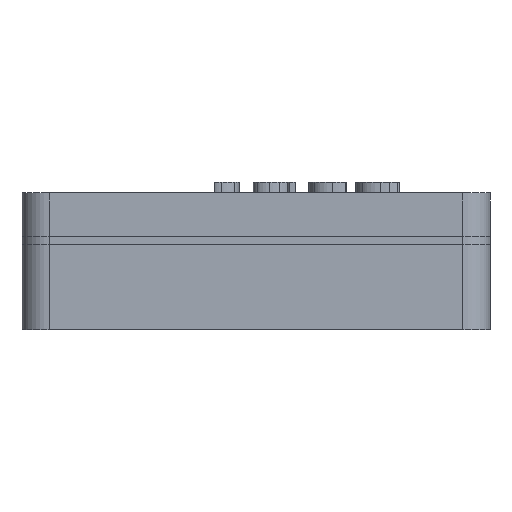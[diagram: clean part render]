
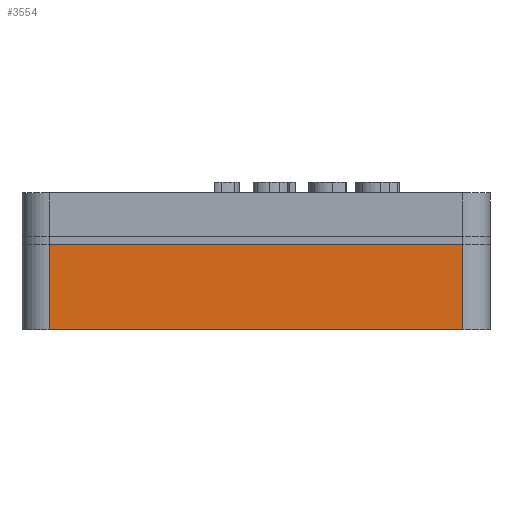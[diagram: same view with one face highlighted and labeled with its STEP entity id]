
A CAD part, front view. The second image highlights one B-rep face of the part: STEP entity #3554.
In plain terms, the highlighted planar face has unit normal (0, -1, 0).
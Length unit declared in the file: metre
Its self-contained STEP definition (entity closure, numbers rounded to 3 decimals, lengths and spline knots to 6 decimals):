
#532=ORIENTED_EDGE('',*,*,#1446,.F.);
#533=ORIENTED_EDGE('',*,*,#1447,.T.);
#534=ORIENTED_EDGE('',*,*,#1448,.T.);
#535=ORIENTED_EDGE('',*,*,#1449,.T.);
#1446=EDGE_CURVE('',#1925,#1926,#2287,.T.);
#1447=EDGE_CURVE('',#1925,#1927,#2288,.F.);
#1448=EDGE_CURVE('',#1927,#1928,#2289,.T.);
#1449=EDGE_CURVE('',#1928,#1926,#2290,.T.);
#1925=VERTEX_POINT('',#5066);
#1926=VERTEX_POINT('',#5067);
#1927=VERTEX_POINT('',#5069);
#1928=VERTEX_POINT('',#5071);
#2287=LINE('',#5065,#2626);
#2288=LINE('',#5068,#2627);
#2289=LINE('',#5070,#2628);
#2290=LINE('',#5072,#2629);
#2626=VECTOR('',#4236,1.);
#2627=VECTOR('',#4237,1.);
#2628=VECTOR('',#4238,1.);
#2629=VECTOR('',#4239,1.);
#2935=EDGE_LOOP('',(#532,#533,#534,#535));
#3206=FACE_BOUND('',#2935,.T.);
#3434=PLANE('',#3815);
#3554=ADVANCED_FACE('',(#3206),#3434,.T.);
#3815=AXIS2_PLACEMENT_3D('',#5064,#4234,#4235);
#4234=DIRECTION('',(0.,-1.,0.));
#4235=DIRECTION('',(1.,0.,0.));
#4236=DIRECTION('',(-1.,0.,0.));
#4237=DIRECTION('',(0.,0.,-1.));
#4238=DIRECTION('',(-1.,0.,0.));
#4239=DIRECTION('',(0.,0.,-1.));
#5064=CARTESIAN_POINT('',(0.0305,-0.008,0.003));
#5065=CARTESIAN_POINT('',(0.0305,-0.008,0.));
#5066=CARTESIAN_POINT('',(0.071,-0.008,0.));
#5067=CARTESIAN_POINT('',(-0.005,-0.008,0.));
#5068=CARTESIAN_POINT('',(0.071,-0.008,0.01569));
#5069=CARTESIAN_POINT('',(0.071,-0.008,0.01569));
#5070=CARTESIAN_POINT('',(0.0305,-0.008,0.01569));
#5071=CARTESIAN_POINT('',(-0.005,-0.008,0.01569));
#5072=CARTESIAN_POINT('',(-0.005,-0.008,0.003));
